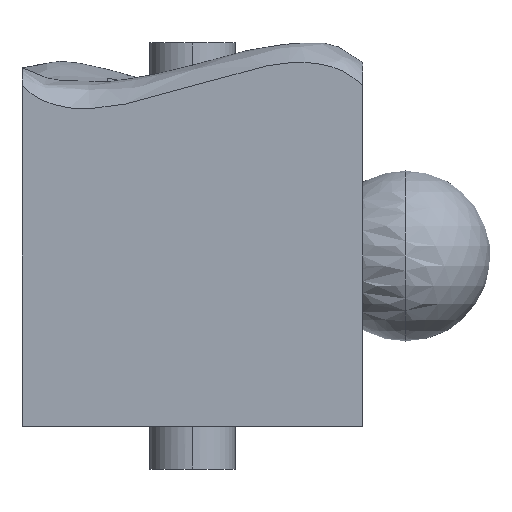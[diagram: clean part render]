
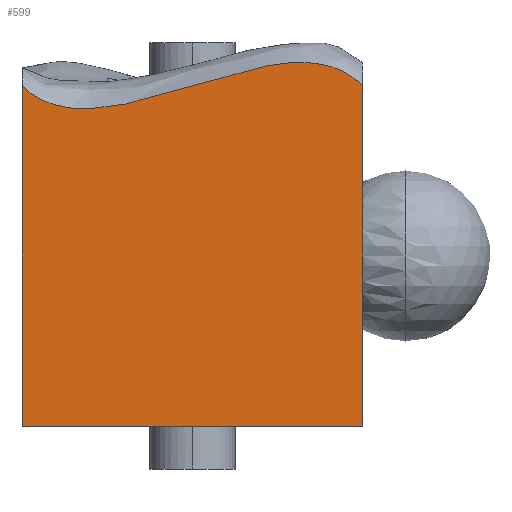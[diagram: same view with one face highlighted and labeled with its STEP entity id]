
A CAD part, left-side view. The second image highlights one B-rep face of the part: STEP entity #599.
In plain terms, the highlighted planar face has unit normal (-1, 0, 0).
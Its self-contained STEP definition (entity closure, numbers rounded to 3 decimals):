
#558=CARTESIAN_POINT('POINT37',(-40.,40.,40.));
#559=VERTEX_POINT('VERTEX37',#558);
#560=CARTESIAN_POINT('POINT38',(-40.,40.,-40.));
#561=VERTEX_POINT('VERTEX38',#560);
#562=CARTESIAN_POINT('POS51',(-40.,40.,0.));
#563=DIRECTION('DIR75',(0.,0.,-1.));
#564=VECTOR('VEC27',#563,1.);
#565=LINE('STRAIGHT27',#562,#564);
#566=EDGE_CURVE('EDGE55',#559,#561,#565,.T.);
#567=ORIENTED_EDGE('COEDGE99',*,*,#566,.T.);
#568=CARTESIAN_POINT('POINT39',(-40.,-40.,-40.));
#569=VERTEX_POINT('VERTEX39',#568);
#570=CARTESIAN_POINT('POS52',(-40.,0.,-40.));
#571=DIRECTION('DIR76',(0.,1.,0.));
#572=VECTOR('VEC28',#571,1.);
#573=LINE('STRAIGHT28',#570,#572);
#574=EDGE_CURVE('EDGE56',#569,#561,#573,.T.);
#575=ORIENTED_EDGE('COEDGE100',*,*,#574,.F.);
#576=CARTESIAN_POINT('POINT40',(-40.,-40.,40.));
#577=VERTEX_POINT('VERTEX40',#576);
#578=CARTESIAN_POINT('POS53',(-40.,-40.,0.));
#579=DIRECTION('DIR77',(0.,0.,-1.));
#580=VECTOR('VEC29',#579,1.);
#581=LINE('STRAIGHT29',#578,#580);
#582=EDGE_CURVE('EDGE57',#577,#569,#581,.T.);
#583=ORIENTED_EDGE('COEDGE101',*,*,#582,.F.);
#584=B_SPLINE_CURVE_WITH_KNOTS('SPLINE_CRV9',3,(#585,#586,#587,#588,#589
   ),.UNSPECIFIED.,.F.,.F.,(4,1,4),(0.,40.,80.),
   .UNSPECIFIED.);
#585=CARTESIAN_POINT('',(-40.,-40.,40.));
#586=CARTESIAN_POINT('',(-40.,-30.572,
   49.428));
#587=CARTESIAN_POINT('',(-40.,0.,40.));
#588=CARTESIAN_POINT('',(-40.,30.572,
   30.572));
#589=CARTESIAN_POINT('',(-40.,40.,40.));
#590=EDGE_CURVE('EDGE58',#559,#577,#584,.F.);
#591=ORIENTED_EDGE('COEDGE102',*,*,#590,.F.);
#592=EDGE_LOOP('NONE',(#567,#575,#583,#591));
#593=FACE_BOUND('LOOP1',#592,.T.);
#594=CARTESIAN_POINT('POS54',(-40.,0.,0.));
#595=DIRECTION('DIR78',(1.,0.,0.));
#596=DIRECTION('DIR79',(0.,1.,0.));
#597=AXIS2_PLACEMENT_3D('AXIS25',#594,#595,#596);
#598=PLANE('PLANE16',#597);
#599=ADVANCED_FACE('FACE22',(#593),#598,.F.);
